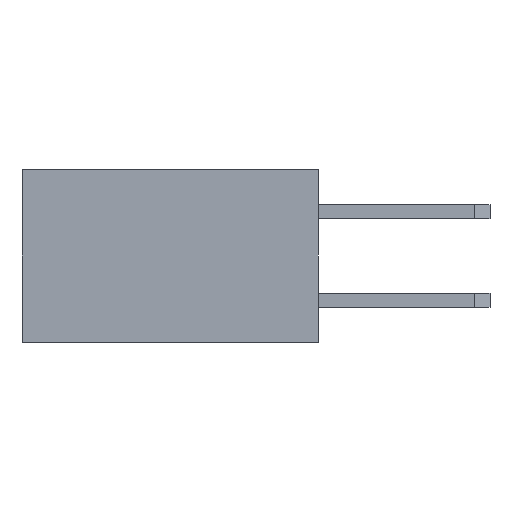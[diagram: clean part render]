
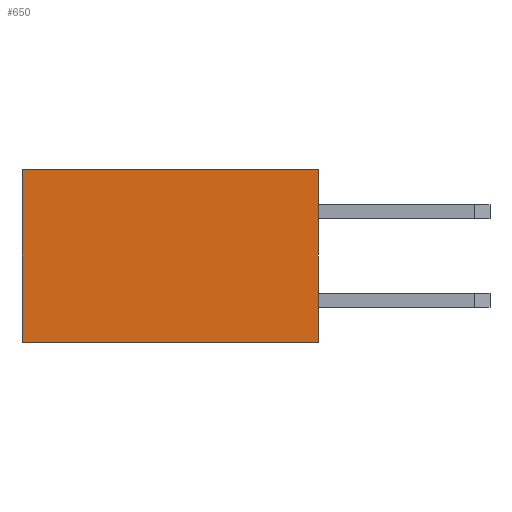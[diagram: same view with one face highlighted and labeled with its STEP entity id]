
A CAD part, left-side view. The second image highlights one B-rep face of the part: STEP entity #650.
In plain terms, the highlighted planar face has unit normal (-1, 0, 0).
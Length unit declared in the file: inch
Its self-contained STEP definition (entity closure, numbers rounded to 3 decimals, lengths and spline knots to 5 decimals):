
#650 = ADVANCED_FACE( '', ( #1394 ), #1395, .F. );
#1394 = FACE_OUTER_BOUND( '', #2284, .T. );
#1395 = PLANE( '', #2285 );
#2284 = EDGE_LOOP( '', ( #4024, #4025, #4026, #4027 ) );
#2285 = AXIS2_PLACEMENT_3D( '', #4028, #4029, #4030 );
#4024 = ORIENTED_EDGE( '', *, *, #5968, .T. );
#4025 = ORIENTED_EDGE( '', *, *, #5969, .F. );
#4026 = ORIENTED_EDGE( '', *, *, #5970, .F. );
#4027 = ORIENTED_EDGE( '', *, *, #5971, .T. );
#4028 = CARTESIAN_POINT( '', ( -0.51, 0.335, -0.0975 ) );
#4029 = DIRECTION( '', ( 1., 0., 0. ) );
#4030 = DIRECTION( '', ( 0., 0., -1. ) );
#5968 = EDGE_CURVE( '', #7417, #7418, #7419, .T. );
#5969 = EDGE_CURVE( '', #7420, #7418, #7421, .T. );
#5970 = EDGE_CURVE( '', #7422, #7420, #7423, .T. );
#5971 = EDGE_CURVE( '', #7422, #7417, #7424, .T. );
#7417 = VERTEX_POINT( '', #9478 );
#7418 = VERTEX_POINT( '', #9479 );
#7419 = LINE( '', #9480, #9481 );
#7420 = VERTEX_POINT( '', #9482 );
#7421 = LINE( '', #9483, #9484 );
#7422 = VERTEX_POINT( '', #9485 );
#7423 = LINE( '', #9486, #9487 );
#7424 = LINE( '', #9488, #9489 );
#9478 = CARTESIAN_POINT( '', ( -0.51, 0., -0.0975 ) );
#9479 = CARTESIAN_POINT( '', ( -0.51, 0., 0.0975 ) );
#9480 = CARTESIAN_POINT( '', ( -0.51, 0., -0.0975 ) );
#9481 = VECTOR( '', #10595, 39.37008 );
#9482 = CARTESIAN_POINT( '', ( -0.51, 0.335, 0.0975 ) );
#9483 = CARTESIAN_POINT( '', ( -0.51, 0.335, 0.0975 ) );
#9484 = VECTOR( '', #10596, 39.37008 );
#9485 = CARTESIAN_POINT( '', ( -0.51, 0.335, -0.0975 ) );
#9486 = CARTESIAN_POINT( '', ( -0.51, 0.335, -0.0975 ) );
#9487 = VECTOR( '', #10597, 39.37008 );
#9488 = CARTESIAN_POINT( '', ( -0.51, 0.335, -0.0975 ) );
#9489 = VECTOR( '', #10598, 39.37008 );
#10595 = DIRECTION( '', ( 0., 0., 1. ) );
#10596 = DIRECTION( '', ( 0., -1., 0. ) );
#10597 = DIRECTION( '', ( 0., 0., 1. ) );
#10598 = DIRECTION( '', ( 0., -1., 0. ) );
